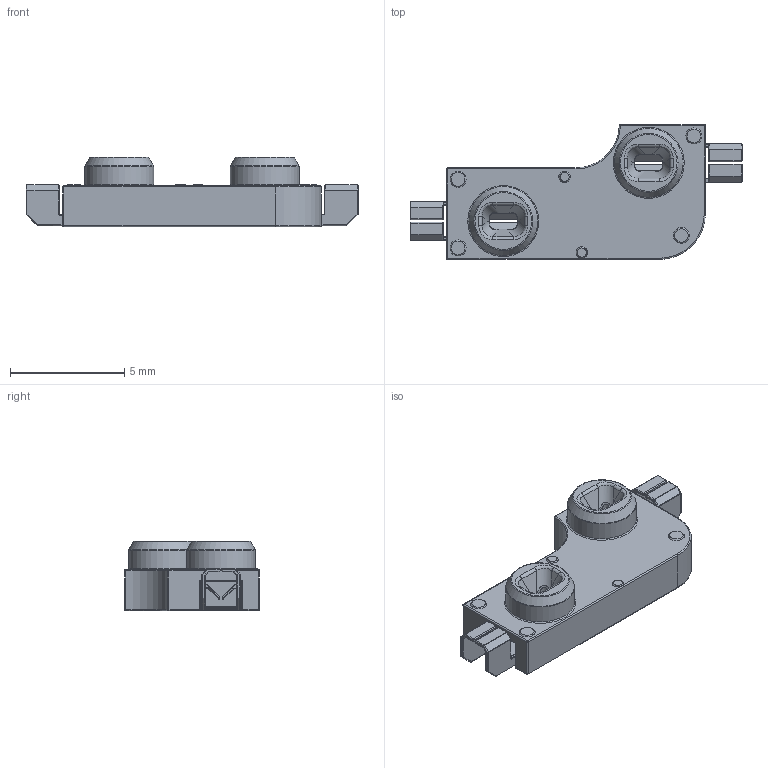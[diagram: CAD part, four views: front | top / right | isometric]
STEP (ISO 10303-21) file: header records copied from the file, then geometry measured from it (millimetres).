
FILE_DESCRIPTION(('FreeCAD Model'),'2;1');
FILE_NAME('Open CASCADE Shape Model','2023-09-15T01:14:51',(''),(''), 'Open CASCADE STEP processor 7.6','FreeCAD','Unknown');
FILE_SCHEMA(('AUTOMOTIVE_DESIGN { 1 0 10303 214 1 1 1 1 }'));
Length unit declared in the file: millimetre
Products named in the file (4): cherrymx003; cherrymx; cherrymx001; cherrymx002
Assembly tree (3 placements, depth 2):
  cherrymx003
    cherrymx
    cherrymx001
    cherrymx002
Bounding box: 14.5 x 5.89 x 3.05 mm (x, y, z)
Volume: 94.2 mm3; surface area: 285.6 mm2
Topology: 3 solids, 3 shells, 621 faces, 1418 edges, 815 vertices
Faces by surface type: cylinder 257, plane 173, sphere 66, bspline 61, torus 56, cone 8
Full cylindrical faces by diameter (mm): 3 x2
Entity records: 20578 total; most frequent: CARTESIAN_POINT 4128, DIRECTION 3066, ORIENTED_EDGE 2832, EDGE_CURVE 1416, AXIS2_PLACEMENT_3D 1174, VERTEX_POINT 816, LINE 718, VECTOR 718
